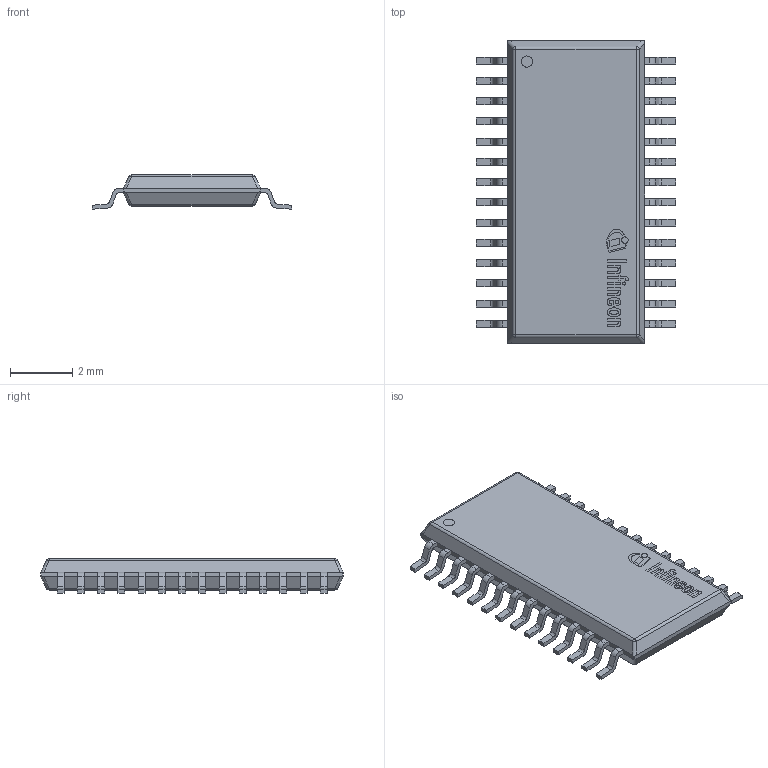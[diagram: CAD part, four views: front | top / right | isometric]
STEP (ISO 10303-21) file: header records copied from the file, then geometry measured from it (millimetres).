
FILE_DESCRIPTION(/* description */ (''),/* implementation_level */ '2;1');
FILE_NAME(/* name */ '1.stp',/* time_stamp */ '2021-05-22T22:50:09+02:00',/* author */ ('k'),/* organization */ (''),/* preprocessor_version */ 'ST-DEVELOPER v15.6',/* originating_system */ 'Autodesk Inventor 2015',/* authorisation */ '');
FILE_SCHEMA (('AUTOMOTIVE_DESIGN { 1 0 10303 214 3 1 1 }'));
Products named in the file (4): `1; 1; Infineon Logo Adjustable
Bounding box: 6.4 x 9.7 x 1.1 mm (x, y, z)
Volume: 43.4 mm3; surface area: 178.5 mm2
Topology: 28 solids, 28 shells, 622 faces, 1674 edges, 1108 vertices
Faces by surface type: plane 348, cylinder 266, sphere 8
Full cylindrical faces by diameter (mm): 0.1 x1, 0.208 x1, 0.36 x1
Entity records: 19636 total; most frequent: DIRECTION 3469, CARTESIAN_POINT 3408, ORIENTED_EDGE 3342, EDGE_CURVE 1671, AXIS2_PLACEMENT_3D 1169, LINE 1131, VECTOR 1131, VERTEX_POINT 1108
